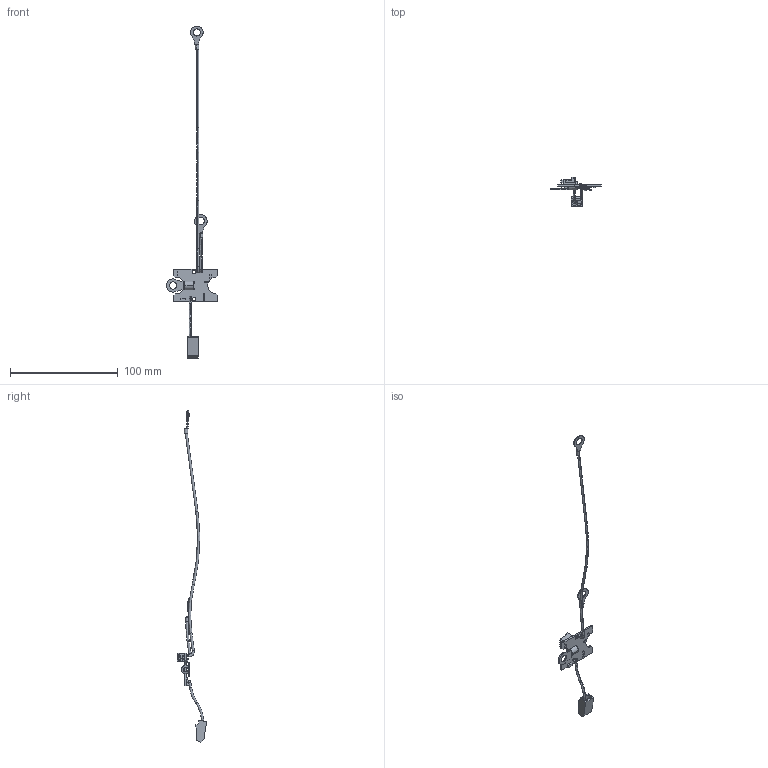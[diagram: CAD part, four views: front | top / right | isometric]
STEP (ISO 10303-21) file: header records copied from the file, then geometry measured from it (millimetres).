
FILE_DESCRIPTION (( 'STEP AP214' ), '1' );
FILE_NAME ('1LC0040P.step', '2012-03-08T17:44:06', ( '' ), ( '' ), 'SwSTEP 2.0', 'SolidWorks 2011', '' );
FILE_SCHEMA (( 'AUTOMOTIVE_DESIGN' ));
Length unit declared in the file: inch
Products named in the file (9): Yellow Wire_1; Molex 70553-0001; Red Wire_1; AMP 34113_1; Molex 19430-0001_1; 1LC0040 Positive Board; Molex 191930152_1; Gray Wire_1; 1LC0040P
Assembly tree (9 placements, depth 2):
  1LC0040P
    Molex 70553-0001
    AMP 34113_1  x2
    Gray Wire_1
    Yellow Wire_1
    Red Wire_1
    Molex 191930152_1
    Molex 19430-0001_1
    1LC0040 Positive Board
Bounding box: 47.27 x 27.3 x 308.42 mm (x, y, z)
Volume: 4670.9 mm3; surface area: 7363.1 mm2
Topology: 9 solids, 9 shells, 242 faces, 599 edges, 386 vertices
Faces by surface type: plane 151, cylinder 63, bspline 28
Entity records: 10771 total; most frequent: CARTESIAN_POINT 2085, ORIENTED_EDGE 1122, DIRECTION 1080, EDGE_CURVE 561, LINE 406, VECTOR 406, VERTEX_POINT 362, AXIS2_PLACEMENT_3D 337
